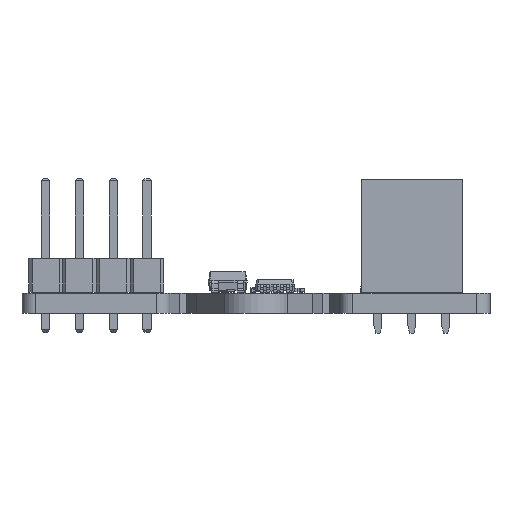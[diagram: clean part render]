
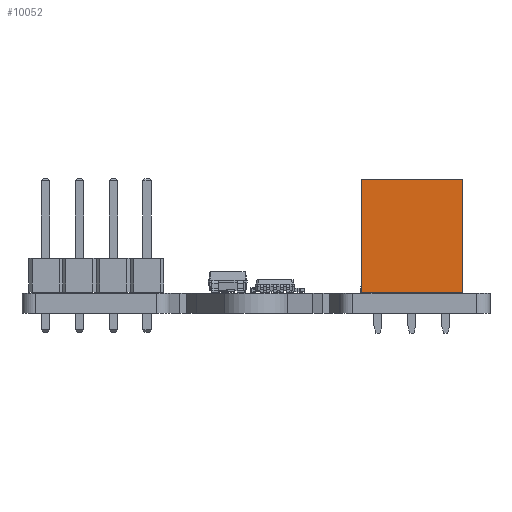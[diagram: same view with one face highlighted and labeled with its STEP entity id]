
A CAD part, left-side view. The second image highlights one B-rep face of the part: STEP entity #10052.
In plain terms, the highlighted planar face has unit normal (-1, 0, 0).
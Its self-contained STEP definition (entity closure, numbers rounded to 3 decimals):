
#9529 = VERTEX_POINT('',#9530);
#9530 = CARTESIAN_POINT('',(-1.27,-6.35,0.));
#9538 = EDGE_CURVE('',#9529,#9539,#9541,.T.);
#9539 = VERTEX_POINT('',#9540);
#9540 = CARTESIAN_POINT('',(-1.27,-6.35,8.5));
#9541 = LINE('',#9542,#9543);
#9542 = CARTESIAN_POINT('',(-1.27,-6.35,0.));
#9543 = VECTOR('',#9544,1.);
#9544 = DIRECTION('',(0.,0.,1.));
#9601 = VERTEX_POINT('',#9602);
#9602 = CARTESIAN_POINT('',(-1.27,1.27,8.5));
#9608 = EDGE_CURVE('',#9609,#9601,#9611,.T.);
#9609 = VERTEX_POINT('',#9610);
#9610 = CARTESIAN_POINT('',(-1.27,1.27,0.));
#9611 = LINE('',#9612,#9613);
#9612 = CARTESIAN_POINT('',(-1.27,1.27,0.));
#9613 = VECTOR('',#9614,1.);
#9614 = DIRECTION('',(0.,0.,1.));
#9673 = EDGE_CURVE('',#9601,#9539,#9674,.T.);
#9674 = LINE('',#9675,#9676);
#9675 = CARTESIAN_POINT('',(-1.27,1.27,8.5));
#9676 = VECTOR('',#9677,1.);
#9677 = DIRECTION('',(0.,-1.,0.));
#9798 = EDGE_CURVE('',#9609,#9529,#9799,.T.);
#9799 = LINE('',#9800,#9801);
#9800 = CARTESIAN_POINT('',(-1.27,1.27,0.));
#9801 = VECTOR('',#9802,1.);
#9802 = DIRECTION('',(0.,-1.,0.));
#10052 = ADVANCED_FACE('',(#10053),#10059,.F.);
#10053 = FACE_BOUND('',#10054,.F.);
#10054 = EDGE_LOOP('',(#10055,#10056,#10057,#10058));
#10055 = ORIENTED_EDGE('',*,*,#9608,.T.);
#10056 = ORIENTED_EDGE('',*,*,#9673,.T.);
#10057 = ORIENTED_EDGE('',*,*,#9538,.F.);
#10058 = ORIENTED_EDGE('',*,*,#9798,.F.);
#10059 = PLANE('',#10060);
#10060 = AXIS2_PLACEMENT_3D('',#10061,#10062,#10063);
#10061 = CARTESIAN_POINT('',(-1.27,1.27,0.));
#10062 = DIRECTION('',(1.,0.,0.));
#10063 = DIRECTION('',(0.,-1.,0.));
